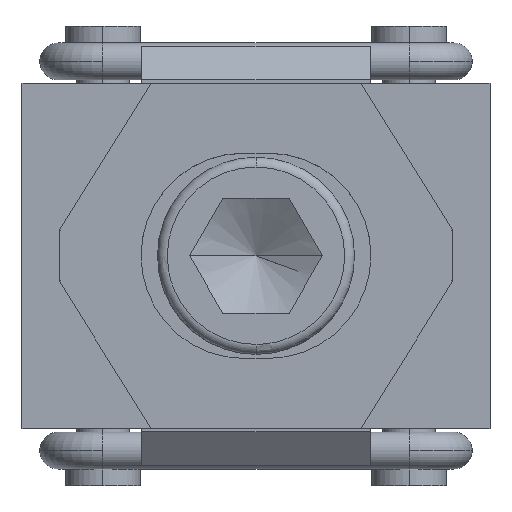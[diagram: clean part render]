
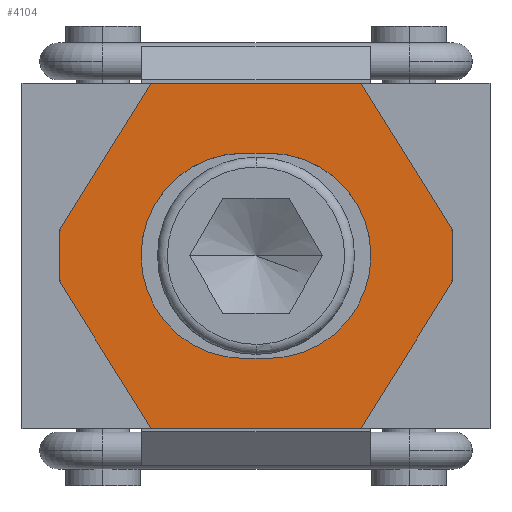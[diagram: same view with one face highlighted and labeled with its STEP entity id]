
A CAD part, top view. The second image highlights one B-rep face of the part: STEP entity #4104.
In plain terms, the highlighted planar face has unit normal (0, 0, 1).
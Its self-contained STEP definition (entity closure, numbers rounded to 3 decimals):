
#2114=EDGE_CURVE('',#2422,#3998,#5548,.T.);
#2132=VERTEX_POINT('',#5568);
#2196=EDGE_CURVE('',#3478,#3462,#5642,.T.);
#2352=VERTEX_POINT('',#5814);
#2422=VERTEX_POINT('',#5890);
#2514=EDGE_CURVE('',#3938,#4090,#5989,.T.);
#2950=EDGE_CURVE('',#4074,#2422,#6469,.T.);
#3280=EDGE_CURVE('',#3462,#2132,#6830,.T.);
#3386=EDGE_CURVE('',#3906,#3478,#6950,.T.);
#3462=VERTEX_POINT('',#7037);
#3474=EDGE_CURVE('',#3654,#3698,#7049,.T.);
#3478=VERTEX_POINT('',#7053);
#3654=VERTEX_POINT('',#7251);
#3698=VERTEX_POINT('',#7297);
#3708=EDGE_CURVE('',#5036,#3910,#7309,.T.);
#3736=EDGE_CURVE('',#4090,#5036,#7338,.T.);
#3906=VERTEX_POINT('',#7530);
#3910=VERTEX_POINT('',#7534);
#3938=VERTEX_POINT('',#7564);
#3998=VERTEX_POINT('',#7630);
#4002=EDGE_CURVE('',#2352,#4074,#7634,.T.);
#4074=VERTEX_POINT('',#7712);
#4090=VERTEX_POINT('',#7729);
#4104=ADVANCED_FACE('',(#7745,#7746),#7747,.T.);
#4248=EDGE_CURVE('',#3910,#3654,#7904,.T.);
#4454=EDGE_CURVE('',#3698,#3938,#8133,.T.);
#4462=EDGE_CURVE('',#3998,#3906,#8141,.T.);
#5036=VERTEX_POINT('',#8787);
#5116=EDGE_CURVE('',#2132,#2352,#8876,.T.);
#5548=LINE('',#9433,#9434);
#5568=CARTESIAN_POINT('',(23.99,3.065,34.));
#5642=LINE('',#9557,#9558);
#5814=CARTESIAN_POINT('',(12.782,21.0,34.));
#5890=CARTESIAN_POINT('',(-23.99,3.065,34.));
#5989=CIRCLE('',#10011,12.5);
#6469=LINE('',#10653,#10654);
#6830=LINE('',#11139,#11140);
#6950=LINE('',#11295,#11296);
#7037=CARTESIAN_POINT('',(23.99,-3.065,34.));
#7049=CIRCLE('',#11430,12.5);
#7053=CARTESIAN_POINT('',(12.782,-21.0,34.0));
#7251=CARTESIAN_POINT('',(14.0,0.,34.0));
#7297=CARTESIAN_POINT('',(1.5,-12.5,34.0));
#7309=LINE('',#11760,#11761);
#7338=CIRCLE('',#11798,12.5);
#7530=CARTESIAN_POINT('',(-12.782,-21.0,34.));
#7534=CARTESIAN_POINT('',(1.5,12.5,34.0));
#7564=CARTESIAN_POINT('',(-1.5,-12.5,34.0));
#7630=CARTESIAN_POINT('',(-23.99,-3.065,34.));
#7634=LINE('',#12170,#12171);
#7712=CARTESIAN_POINT('',(-12.782,21.0,34.0));
#7729=CARTESIAN_POINT('',(-14.0,0.0,34.0));
#7745=FACE_BOUND('',#12318,.T.);
#7746=FACE_OUTER_BOUND('',#12319,.T.);
#7747=PLANE('',#12320);
#7904=CIRCLE('',#12528,12.5);
#8133=LINE('',#12825,#12826);
#8141=LINE('',#12840,#12841);
#8787=CARTESIAN_POINT('',(-1.5,12.5,34.0));
#8876=LINE('',#13957,#13958);
#9433=CARTESIAN_POINT('',(-23.99,0.,34.0));
#9434=VECTOR('',#14468,1000.0);
#9557=CARTESIAN_POINT('',(12.782,-21.0,34.0));
#9558=VECTOR('',#14613,1000.0);
#10011=AXIS2_PLACEMENT_3D('',#15025,#15026,#15027);
#10653=CARTESIAN_POINT('',(-12.782,21.0,34.0));
#10654=VECTOR('',#15649,1000.0);
#11139=CARTESIAN_POINT('',(23.99,0.,34.0));
#11140=VECTOR('',#16094,1000.0);
#11295=CARTESIAN_POINT('',(0.,-21.0,34.0));
#11296=VECTOR('',#16267,1000.0);
#11430=AXIS2_PLACEMENT_3D('',#16421,#16422,#16423);
#11760=CARTESIAN_POINT('',(0.,12.5,34.0));
#11761=VECTOR('',#16760,1000.0);
#11798=AXIS2_PLACEMENT_3D('',#16780,#16781,#16782);
#12170=CARTESIAN_POINT('',(0.,21.0,34.0));
#12171=VECTOR('',#17170,1000.0);
#12318=EDGE_LOOP('',(#17303,#17304,#17305,#17306,#17307,#17308));
#12319=EDGE_LOOP('',(#17309,#17310,#17311,#17312,#17313,#17314,#17315,#17316));
#12320=AXIS2_PLACEMENT_3D('',#17317,#17318,#17319);
#12528=AXIS2_PLACEMENT_3D('',#17503,#17504,#17505);
#12825=CARTESIAN_POINT('',(0.,-12.5,34.0));
#12826=VECTOR('',#17775,1000.0);
#12840=CARTESIAN_POINT('',(-23.99,-3.065,34.0));
#12841=VECTOR('',#17781,1000.0);
#13957=CARTESIAN_POINT('',(23.99,3.065,34.0));
#13958=VECTOR('',#18827,1000.0);
#14468=DIRECTION('',(0.0,-1.0,0.0));
#14613=DIRECTION('',(0.53,0.848,0.0));
#15025=CARTESIAN_POINT('',(-1.5,0.0,34.0));
#15026=DIRECTION('',(0.0,0.0,-1.0));
#15027=DIRECTION('',(-1.0,0.0,0.0));
#15649=DIRECTION('',(-0.53,-0.848,0.0));
#16094=DIRECTION('',(0.0,1.0,0.0));
#16267=DIRECTION('',(1.0,0.0,0.0));
#16421=CARTESIAN_POINT('',(1.5,0.0,34.0));
#16422=DIRECTION('',(0.0,0.0,-1.0));
#16423=DIRECTION('',(-1.0,0.0,0.0));
#16760=DIRECTION('',(1.0,0.0,0.0));
#16780=CARTESIAN_POINT('',(-1.5,0.0,34.0));
#16781=DIRECTION('',(0.0,0.0,-1.0));
#16782=DIRECTION('',(-1.0,0.0,0.0));
#17170=DIRECTION('',(-1.0,0.0,0.0));
#17303=ORIENTED_EDGE('',*,*,#3708,.T.);
#17304=ORIENTED_EDGE('',*,*,#4248,.T.);
#17305=ORIENTED_EDGE('',*,*,#3474,.T.);
#17306=ORIENTED_EDGE('',*,*,#4454,.T.);
#17307=ORIENTED_EDGE('',*,*,#2514,.T.);
#17308=ORIENTED_EDGE('',*,*,#3736,.T.);
#17309=ORIENTED_EDGE('',*,*,#2196,.T.);
#17310=ORIENTED_EDGE('',*,*,#3280,.T.);
#17311=ORIENTED_EDGE('',*,*,#5116,.T.);
#17312=ORIENTED_EDGE('',*,*,#4002,.T.);
#17313=ORIENTED_EDGE('',*,*,#2950,.T.);
#17314=ORIENTED_EDGE('',*,*,#2114,.T.);
#17315=ORIENTED_EDGE('',*,*,#4462,.T.);
#17316=ORIENTED_EDGE('',*,*,#3386,.T.);
#17317=CARTESIAN_POINT('',(0.,0.,34.0));
#17318=DIRECTION('',(0.0,0.0,1.0));
#17319=DIRECTION('',(1.0,0.0,0.0));
#17503=CARTESIAN_POINT('',(1.5,0.0,34.0));
#17504=DIRECTION('',(0.0,0.0,-1.0));
#17505=DIRECTION('',(-1.0,0.0,0.0));
#17775=DIRECTION('',(-1.0,0.0,0.0));
#17781=DIRECTION('',(0.53,-0.848,0.0));
#18827=DIRECTION('',(-0.53,0.848,0.0));
